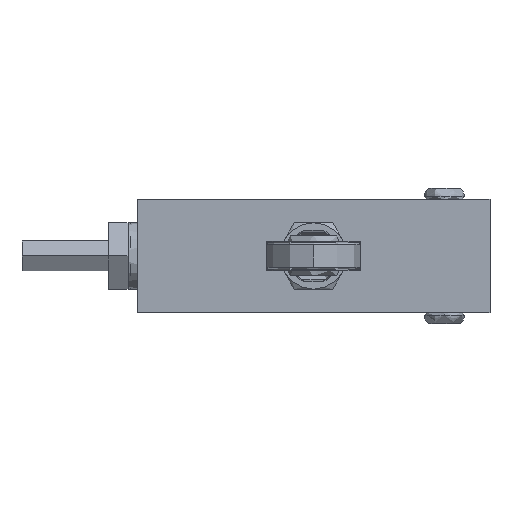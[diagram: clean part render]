
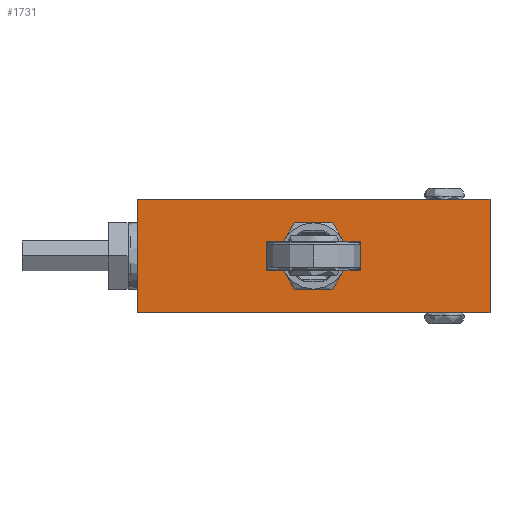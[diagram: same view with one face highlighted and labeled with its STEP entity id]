
A CAD part, front view. The second image highlights one B-rep face of the part: STEP entity #1731.
In plain terms, the highlighted planar face has unit normal (0, -1, 0).
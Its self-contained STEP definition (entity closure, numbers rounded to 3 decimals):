
#1731=ADVANCED_FACE('0:10838',(#4095,#4096),#4097,.T.);
#4095=FACE_OUTER_BOUND('',#7352,.T.);
#4096=FACE_BOUND('',#7353,.T.);
#4097=PLANE('',#7354);
#7352=EDGE_LOOP('',(#11663,#11664,#11665,#11666));
#7353=EDGE_LOOP('',(#11667,#11668));
#7354=AXIS2_PLACEMENT_3D('',#11669,#11670,#11671);
#11663=ORIENTED_EDGE('',*,*,#21035,.T.);
#11664=ORIENTED_EDGE('',*,*,#21036,.F.);
#11665=ORIENTED_EDGE('',*,*,#21037,.T.);
#11666=ORIENTED_EDGE('',*,*,#21038,.T.);
#11667=ORIENTED_EDGE('',*,*,#21039,.F.);
#11668=ORIENTED_EDGE('',*,*,#21040,.F.);
#11669=CARTESIAN_POINT('',(12.5,-34.0,0.0));
#11670=DIRECTION('',(0.0,-1.0,0.0));
#11671=DIRECTION('',(0.0,0.0,-1.0));
#21035=EDGE_CURVE('0:11345',#25369,#25370,#25371,.T.);
#21036=EDGE_CURVE('0:11630',#25372,#25370,#25373,.T.);
#21037=EDGE_CURVE('0:11315',#25372,#25374,#25375,.T.);
#21038=EDGE_CURVE('0:11627',#25374,#25369,#25376,.T.);
#21039=EDGE_CURVE('0:11633',#25377,#25378,#25379,.T.);
#21040=EDGE_CURVE('',#25378,#25377,#25380,.T.);
#25369=VERTEX_POINT('',#31819);
#25370=VERTEX_POINT('',#31820);
#25371=LINE('',#31821,#31822);
#25372=VERTEX_POINT('',#31823);
#25373=LINE('',#31824,#31825);
#25374=VERTEX_POINT('',#31826);
#25375=LINE('',#31827,#31828);
#25376=LINE('',#31829,#31830);
#25377=VERTEX_POINT('',#31831);
#25378=VERTEX_POINT('',#31832);
#25379=CIRCLE('',#31833,2.5);
#25380=CIRCLE('',#31834,2.5);
#31819=CARTESIAN_POINT('',(-14.0,-34.0,-17.0));
#31820=CARTESIAN_POINT('',(39.0,-34.0,-17.0));
#31821=CARTESIAN_POINT('',(39.0,-34.0,-17.0));
#31822=VECTOR('',#39235,0.);
#31823=CARTESIAN_POINT('',(39.0,-34.0,0.0));
#31824=CARTESIAN_POINT('',(39.0,-34.0,0.0));
#31825=VECTOR('',#39236,0.);
#31826=CARTESIAN_POINT('',(-14.0,-34.0,0.0));
#31827=CARTESIAN_POINT('',(39.0,-34.0,0.0));
#31828=VECTOR('',#39237,0.);
#31829=CARTESIAN_POINT('',(-14.0,-34.0,0.0));
#31830=VECTOR('',#39238,0.);
#31831=CARTESIAN_POINT('',(10.0,-34.0,-8.5));
#31832=CARTESIAN_POINT('',(15.0,-34.0,-8.5));
#31833=AXIS2_PLACEMENT_3D('',#39239,#39240,#39241);
#31834=AXIS2_PLACEMENT_3D('',#39242,#39243,#39244);
#39235=DIRECTION('',(1.0,0.0,0.0));
#39236=DIRECTION('',(-0.0,-0.0,-1.0));
#39237=DIRECTION('',(-1.0,0.0,0.0));
#39238=DIRECTION('',(-0.0,-0.0,-1.0));
#39239=CARTESIAN_POINT('',(12.5,-34.0,-8.5));
#39240=DIRECTION('',(0.0,-1.0,0.0));
#39241=DIRECTION('',(1.0,0.0,0.0));
#39242=CARTESIAN_POINT('',(12.5,-34.0,-8.5));
#39243=DIRECTION('',(0.0,-1.0,0.0));
#39244=DIRECTION('',(1.0,0.0,0.0));
